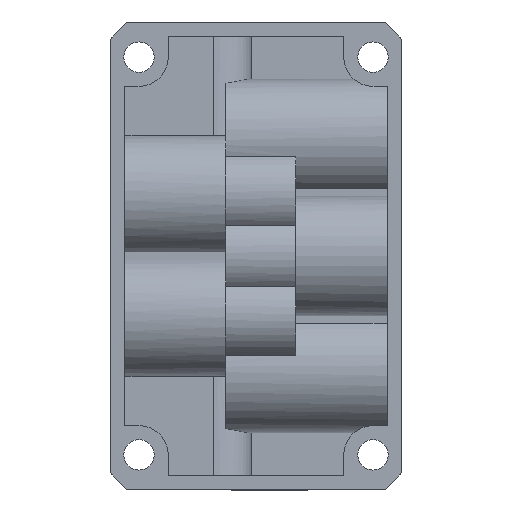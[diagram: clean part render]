
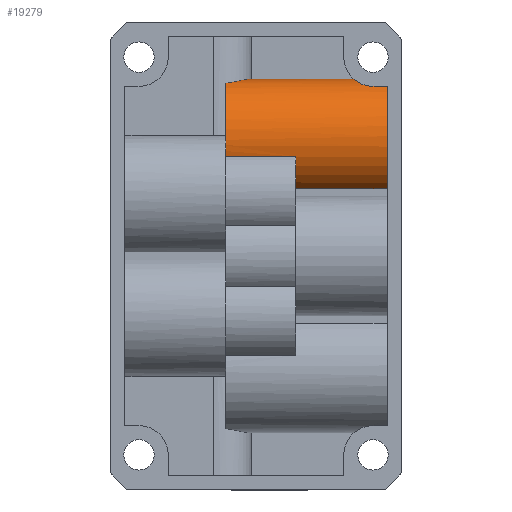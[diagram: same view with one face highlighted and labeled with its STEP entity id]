
A CAD part, front view. The second image highlights one B-rep face of the part: STEP entity #19279.
In plain terms, the highlighted cylindrical face has radius 12.75 mm (diameter 25.5 mm), a partial arc.
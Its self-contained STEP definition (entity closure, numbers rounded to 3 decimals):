
#1028 = ORIENTED_EDGE ( 'NONE', *, *, #10569, .F. ) ;
#1029 = ORIENTED_EDGE ( 'NONE', *, *, #10483, .F. ) ;
#1050 = ORIENTED_EDGE ( 'NONE', *, *, #10551, .T. ) ;
#1053 = ORIENTED_EDGE ( 'NONE', *, *, #10491, .T. ) ;
#1054 = ORIENTED_EDGE ( 'NONE', *, *, #10535, .T. ) ;
#1959 = DIRECTION ( 'NONE',  ( 0., 0., -1. ) ) ;
#1981 = DIRECTION ( 'NONE',  ( 1., 0., 0. ) ) ;
#1982 = CARTESIAN_POINT ( 'NONE',  ( -86.27, 22., 25. ) ) ;
#4987 = ORIENTED_EDGE ( 'NONE', *, *, #10534, .T. ) ;
#5036 = ORIENTED_EDGE ( 'NONE', *, *, #10565, .T. ) ;
#5042 = ORIENTED_EDGE ( 'NONE', *, *, #10596, .T. ) ;
#5047 = ORIENTED_EDGE ( 'NONE', *, *, #10541, .T. ) ;
#5050 = ORIENTED_EDGE ( 'NONE', *, *, #10587, .T. ) ;
#8767 = B_SPLINE_CURVE_WITH_KNOTS ( 'NONE', 3,
 ( #12181, #12160, #12190, #12163, #12164, #12167, #12205, #12218, #12208, #12215, #12195, #12202, #12238, #12224, #12234, #12216, #12232, #12228, #12233, #12193 ),
 .UNSPECIFIED., .F., .F.,
 ( 4, 2, 2, 2, 2, 2, 2, 2, 2, 4 ),
 ( 0.004, 0.005, 0.006, 0.007, 0.007, 0.008, 0.009, 0.01, 0.011, 0.012 ),
 .UNSPECIFIED. ) ;
#8811 = B_SPLINE_CURVE_WITH_KNOTS ( 'NONE', 3,
 ( #11985, #11987, #11959, #11988, #11994, #11960, #11989, #11992, #12022, #12014, #12019, #11999, #12006, #12044 ),
 .UNSPECIFIED., .F., .F.,
 ( 4, 2, 2, 2, 2, 2, 4 ),
 ( 0.031, 0.033, 0.034, 0.035, 0.036, 0.037, 0.038 ),
 .UNSPECIFIED. ) ;
#10483 = EDGE_CURVE ( 'NONE', #15447, #15378, #23407, .T. ) ;
#10491 = EDGE_CURVE ( 'NONE', #15447, #15418, #8811, .T. ) ;
#10534 = EDGE_CURVE ( 'NONE', #15432, #15380, #23443, .T. ) ;
#10535 = EDGE_CURVE ( 'NONE', #15418, #15432, #23468, .T. ) ;
#10541 = EDGE_CURVE ( 'NONE', #15430, #15387, #23447, .T. ) ;
#10551 = EDGE_CURVE ( 'NONE', #15386, #15378, #8767, .T. ) ;
#10565 = EDGE_CURVE ( 'NONE', #15395, #15393, #23529, .T. ) ;
#10569 = EDGE_CURVE ( 'NONE', #15430, #15380, #23520, .T. ) ;
#10587 = EDGE_CURVE ( 'NONE', #15393, #15386, #23551, .T. ) ;
#10596 = EDGE_CURVE ( 'NONE', #15387, #15395, #23583, .T. ) ;
#11952 = CARTESIAN_POINT ( 'NONE',  ( -86.27, 22., 37.75 ) ) ;
#11959 = CARTESIAN_POINT ( 'NONE',  ( -2.078, 20.946, 37.716 ) ) ;
#11960 = CARTESIAN_POINT ( 'NONE',  ( -3.753, 18.954, 37.383 ) ) ;
#11985 = CARTESIAN_POINT ( 'NONE',  ( -1.584, 22., 37.75 ) ) ;
#11987 = CARTESIAN_POINT ( 'NONE',  ( -1.803, 21.459, 37.75 ) ) ;
#11988 = CARTESIAN_POINT ( 'NONE',  ( -2.743, 19.981, 37.599 ) ) ;
#11989 = CARTESIAN_POINT ( 'NONE',  ( -3.976, 18.768, 37.335 ) ) ;
#11991 = DIRECTION ( 'NONE',  ( 1., 0., 0. ) ) ;
#11992 = CARTESIAN_POINT ( 'NONE',  ( -4.439, 18.421, 37.239 ) ) ;
#11994 = CARTESIAN_POINT ( 'NONE',  ( -3.12, 19.545, 37.518 ) ) ;
#11999 = CARTESIAN_POINT ( 'NONE',  ( -5.951, 17.598, 36.967 ) ) ;
#12006 = CARTESIAN_POINT ( 'NONE',  ( -6.223, 17.492, 36.927 ) ) ;
#12014 = CARTESIAN_POINT ( 'NONE',  ( -5.172, 17.969, 37.097 ) ) ;
#12019 = CARTESIAN_POINT ( 'NONE',  ( -5.426, 17.837, 37.052 ) ) ;
#12022 = CARTESIAN_POINT ( 'NONE',  ( -4.678, 18.262, 37.191 ) ) ;
#12044 = CARTESIAN_POINT ( 'NONE',  ( -6.5, 17.401, 36.892 ) ) ;
#12107 = CARTESIAN_POINT ( 'NONE',  ( -6.5, 22., 25. ) ) ;
#12110 = DIRECTION ( 'NONE',  ( 1., 0., 0. ) ) ;
#12136 = DIRECTION ( 'NONE',  ( 0., 0., -1. ) ) ;
#12148 = CARTESIAN_POINT ( 'NONE',  ( 8.5, 22., 25. ) ) ;
#12160 = CARTESIAN_POINT ( 'NONE',  ( 24.652, 16., 36.25 ) ) ;
#12163 = CARTESIAN_POINT ( 'NONE',  ( 23.659, 16.262, 36.387 ) ) ;
#12164 = CARTESIAN_POINT ( 'NONE',  ( 23.358, 16.413, 36.462 ) ) ;
#12167 = CARTESIAN_POINT ( 'NONE',  ( 22.806, 16.794, 36.64 ) ) ;
#12170 = CARTESIAN_POINT ( 'NONE',  ( -6.5, 22., 25. ) ) ;
#12171 = DIRECTION ( 'NONE',  ( 0., 0., -1. ) ) ;
#12181 = CARTESIAN_POINT ( 'NONE',  ( 25., 16., 36.25 ) ) ;
#12182 = DIRECTION ( 'NONE',  ( 1., 0., 0. ) ) ;
#12185 = DIRECTION ( 'NONE',  ( 0., 0., -1. ) ) ;
#12186 = DIRECTION ( 'NONE',  ( 1., 0., 0. ) ) ;
#12190 = CARTESIAN_POINT ( 'NONE',  ( 24.314, 16.053, 36.279 ) ) ;
#12193 = CARTESIAN_POINT ( 'NONE',  ( 20.938, 22., 37.75 ) ) ;
#12195 = CARTESIAN_POINT ( 'NONE',  ( 21.875, 17.938, 37.087 ) ) ;
#12202 = CARTESIAN_POINT ( 'NONE',  ( 21.64, 18.372, 37.227 ) ) ;
#12205 = CARTESIAN_POINT ( 'NONE',  ( 22.566, 17.016, 36.739 ) ) ;
#12208 = CARTESIAN_POINT ( 'NONE',  ( 22.145, 17.524, 36.939 ) ) ;
#12214 = DIRECTION ( 'NONE',  ( 0., 0., 1. ) ) ;
#12215 = CARTESIAN_POINT ( 'NONE',  ( 21.96, 17.797, 37.038 ) ) ;
#12216 = CARTESIAN_POINT ( 'NONE',  ( 21.069, 20.298, 37.64 ) ) ;
#12218 = CARTESIAN_POINT ( 'NONE',  ( 22.245, 17.391, 36.889 ) ) ;
#12223 = CARTESIAN_POINT ( 'NONE',  ( 28., 22., 25. ) ) ;
#12224 = CARTESIAN_POINT ( 'NONE',  ( 21.291, 19.311, 37.468 ) ) ;
#12228 = CARTESIAN_POINT ( 'NONE',  ( 20.954, 21.31, 37.736 ) ) ;
#12230 = DIRECTION ( 'NONE',  ( -1., 0., 0. ) ) ;
#12232 = CARTESIAN_POINT ( 'NONE',  ( 21.02, 20.632, 37.681 ) ) ;
#12233 = CARTESIAN_POINT ( 'NONE',  ( 20.938, 21.655, 37.75 ) ) ;
#12234 = CARTESIAN_POINT ( 'NONE',  ( 21.204, 19.638, 37.534 ) ) ;
#12238 = CARTESIAN_POINT ( 'NONE',  ( 21.51, 18.676, 37.313 ) ) ;
#12284 = DIRECTION ( 'NONE',  ( -1., 0., 0. ) ) ;
#12288 = CARTESIAN_POINT ( 'NONE',  ( 1., 9.814, 21.249 ) ) ;
#12295 = DIRECTION ( 'NONE',  ( -1., 0., 0. ) ) ;
#12326 = CARTESIAN_POINT ( 'NONE',  ( -86.27, 16., 36.25 ) ) ;
#12371 = DIRECTION ( 'NONE',  ( 1., 0., 0. ) ) ;
#12382 = CARTESIAN_POINT ( 'NONE',  ( -86.27, 15., 14.343 ) ) ;
#12825 = CARTESIAN_POINT ( 'NONE',  ( 8.5, 15., 14.343 ) ) ;
#12836 = CARTESIAN_POINT ( 'NONE',  ( 28., 15., 14.343 ) ) ;
#12839 = CARTESIAN_POINT ( 'NONE',  ( 8.5, 9.814, 21.249 ) ) ;
#12842 = CARTESIAN_POINT ( 'NONE',  ( -6.5, 9.251, 24.833 ) ) ;
#12855 = CARTESIAN_POINT ( 'NONE',  ( -6.5, 17.401, 36.892 ) ) ;
#12861 = CARTESIAN_POINT ( 'NONE',  ( 28., 16., 36.25 ) ) ;
#12862 = CARTESIAN_POINT ( 'NONE',  ( -1.584, 22., 37.75 ) ) ;
#12868 = CARTESIAN_POINT ( 'NONE',  ( 20.938, 22., 37.75 ) ) ;
#12869 = CARTESIAN_POINT ( 'NONE',  ( 25., 16., 36.25 ) ) ;
#12883 = CARTESIAN_POINT ( 'NONE',  ( -6.5, 9.814, 21.249 ) ) ;
#15378 = VERTEX_POINT ( 'NONE', #12868 ) ;
#15380 = VERTEX_POINT ( 'NONE', #12883 ) ;
#15386 = VERTEX_POINT ( 'NONE', #12869 ) ;
#15387 = VERTEX_POINT ( 'NONE', #12825 ) ;
#15393 = VERTEX_POINT ( 'NONE', #12861 ) ;
#15395 = VERTEX_POINT ( 'NONE', #12836 ) ;
#15418 = VERTEX_POINT ( 'NONE', #12855 ) ;
#15430 = VERTEX_POINT ( 'NONE', #12839 ) ;
#15432 = VERTEX_POINT ( 'NONE', #12842 ) ;
#15447 = VERTEX_POINT ( 'NONE', #12862 ) ;
#19279 = ADVANCED_FACE ( 'NONE', ( #23839 ), #23820, .T. ) ;
#22647 = EDGE_LOOP ( 'NONE', ( #5050, #1050, #1029, #1053, #1054, #4987, #1028, #5047, #5042, #5036 ) ) ;
#23407 = LINE ( 'NONE', #11952, #23434 ) ;
#23434 = VECTOR ( 'NONE', #11991, 1000. ) ;
#23443 = CIRCLE ( 'NONE', #25442, 12.75 ) ;
#23447 = CIRCLE ( 'NONE', #25440, 12.75 ) ;
#23468 = CIRCLE ( 'NONE', #25421, 12.75 ) ;
#23520 = LINE ( 'NONE', #12288, #23521 ) ;
#23521 = VECTOR ( 'NONE', #12284, 1000. ) ;
#23529 = CIRCLE ( 'NONE', #25504, 12.75 ) ;
#23551 = LINE ( 'NONE', #12326, #23575 ) ;
#23565 = VECTOR ( 'NONE', #12371, 1000. ) ;
#23575 = VECTOR ( 'NONE', #12295, 1000. ) ;
#23583 = LINE ( 'NONE', #12382, #23565 ) ;
#23820 = CYLINDRICAL_SURFACE ( 'NONE', #25628, 12.75 ) ;
#23839 = FACE_OUTER_BOUND ( 'NONE', #22647, .T. ) ;
#25421 = AXIS2_PLACEMENT_3D ( 'NONE', #12170, #12186, #12185 ) ;
#25440 = AXIS2_PLACEMENT_3D ( 'NONE', #12148, #12182, #12171 ) ;
#25442 = AXIS2_PLACEMENT_3D ( 'NONE', #12107, #12110, #12136 ) ;
#25504 = AXIS2_PLACEMENT_3D ( 'NONE', #12223, #12230, #12214 ) ;
#25628 = AXIS2_PLACEMENT_3D ( 'NONE', #1982, #1981, #1959 ) ;
